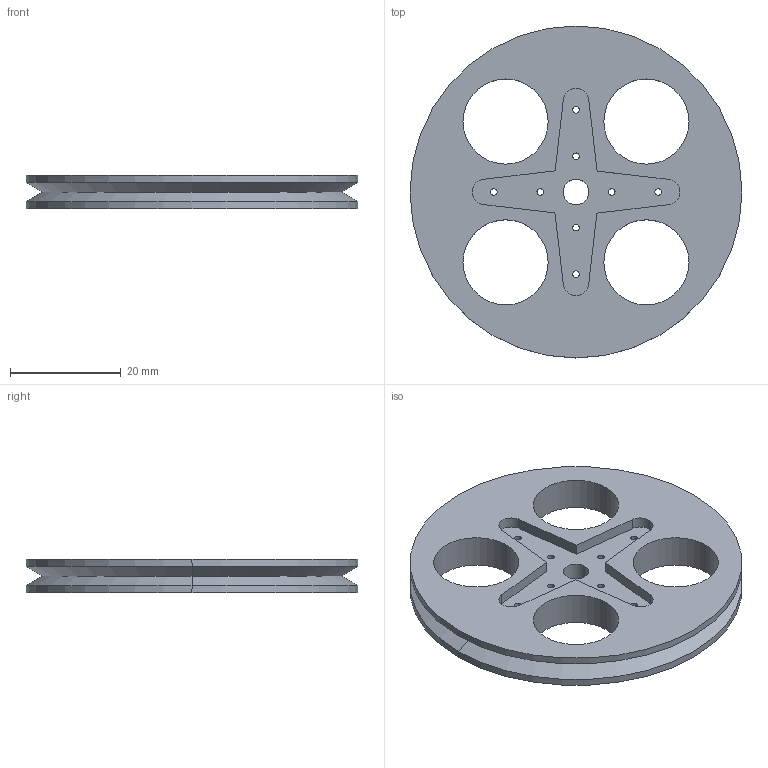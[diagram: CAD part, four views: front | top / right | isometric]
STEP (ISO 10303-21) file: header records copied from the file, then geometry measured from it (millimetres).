
FILE_DESCRIPTION (( 'STEP AP214' ), '1' );
FILE_NAME ('roue_pour_micro_servo_9g.STEP', '2018-06-06T15:11:05', ( '' ), ( '' ), 'SwSTEP 2.0', 'SolidWorks 2016', '' );
FILE_SCHEMA (( 'AUTOMOTIVE_DESIGN' ));
Length unit declared in the file: millimetre
Products named in the file (1): roue_pour_micro_servo_9g
Bounding box: 60 x 60 x 6 mm (x, y, z)
Volume: 10643.8 mm3; surface area: 7433.2 mm2
Topology: 1 solids, 1 shells, 50 faces, 135 edges, 88 vertices
Faces by surface type: cylinder 35, plane 11, cone 4
Entity records: 1700 total; most frequent: DIRECTION 309, CARTESIAN_POINT 274, ORIENTED_EDGE 270, EDGE_CURVE 135, AXIS2_PLACEMENT_3D 123, VERTEX_POINT 88, EDGE_LOOP 77, CIRCLE 72
